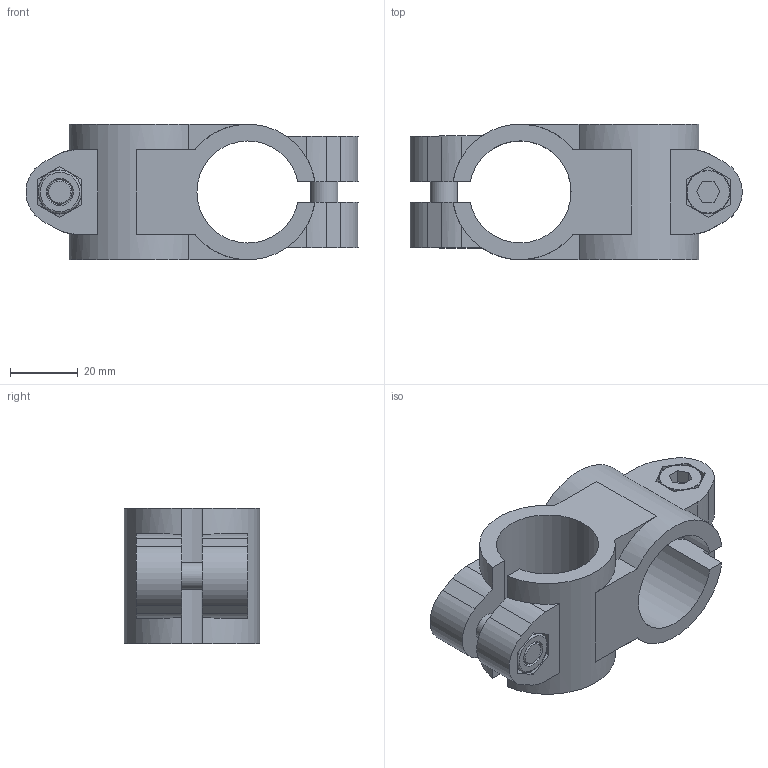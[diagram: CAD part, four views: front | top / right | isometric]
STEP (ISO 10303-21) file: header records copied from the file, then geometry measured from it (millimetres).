
FILE_DESCRIPTION( ( 'STEP AP214' ), '1' );
FILE_NAME( 'K0472.53030.stp', '2020-12-08T09:30:47', ( '' ), ( '' ), ' ', 'PARTsolutions', ' ' );
FILE_SCHEMA( ( 'AUTOMOTIVE_DESIGN { 1 0 10303 214 1 1 1 1 }' ) );
Length unit declared in the file: millimetre
Products named in the file (1): _K0472.53030
Bounding box: 97.93 x 40 x 40 mm (x, y, z)
Volume: 56970.8 mm3; surface area: 24380.1 mm2
Topology: 1 solids, 1 shells, 169 faces, 452 edges, 295 vertices
Faces by surface type: plane 94, cylinder 41, cone 28, torus 6
Full cylindrical faces by diameter (mm): 8 x2, 8.5 x4, 12.6 x2, 12.9 x2, 15 x1
Entity records: 6592 total; most frequent: CARTESIAN_POINT 1102, ORIENTED_EDGE 844, DIRECTION 838, EDGE_CURVE 422, AXIS2_PLACEMENT_3D 302, VERTEX_POINT 286, LINE 234, VECTOR 234
